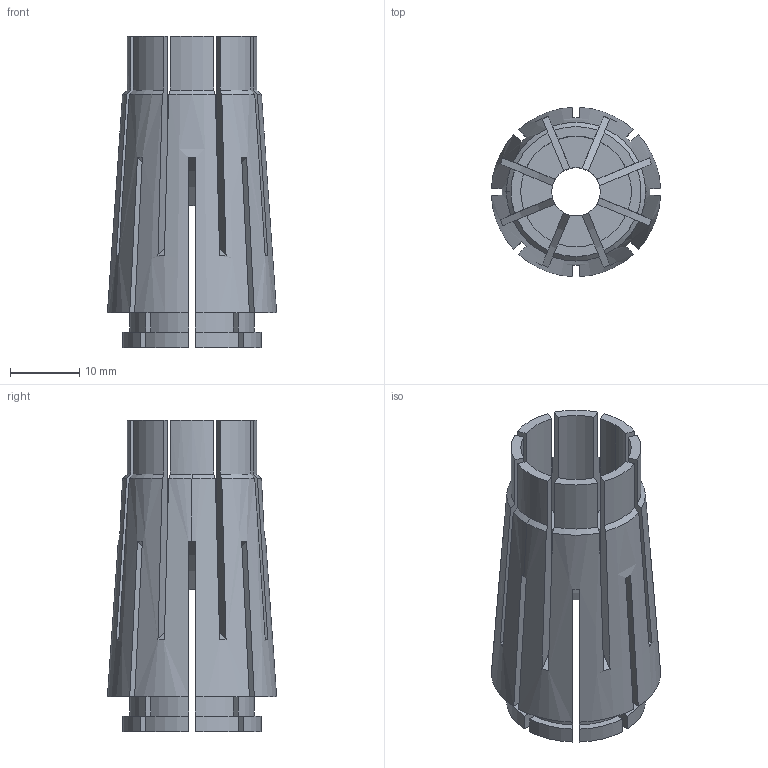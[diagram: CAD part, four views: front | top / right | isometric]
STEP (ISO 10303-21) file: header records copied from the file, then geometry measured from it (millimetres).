
FILE_DESCRIPTION (( 'STEP AP203' ), '1' );
FILE_NAME ('STP-253.790.16.07.STEP', '2017-04-07T01:01:41', ( 'user' ), ( '' ), 'SwSTEP 2.0', 'SolidWorks 2015', '' );
FILE_SCHEMA (( 'CONFIG_CONTROL_DESIGN' ));
Length unit declared in the file: millimetre
Products named in the file (1): STP-253.790.16.07
Bounding box: 24.48 x 24.48 x 45.1 mm (x, y, z)
Volume: 9259.6 mm3; surface area: 9565.3 mm2
Topology: 1 solids, 1 shells, 135 faces, 404 edges, 269 vertices
Faces by surface type: plane 72, cylinder 52, cone 11
Entity records: 4858 total; most frequent: CARTESIAN_POINT 1167, ORIENTED_EDGE 808, DIRECTION 729, EDGE_CURVE 404, AXIS2_PLACEMENT_3D 273, VERTEX_POINT 269, VECTOR 183, LINE 183
